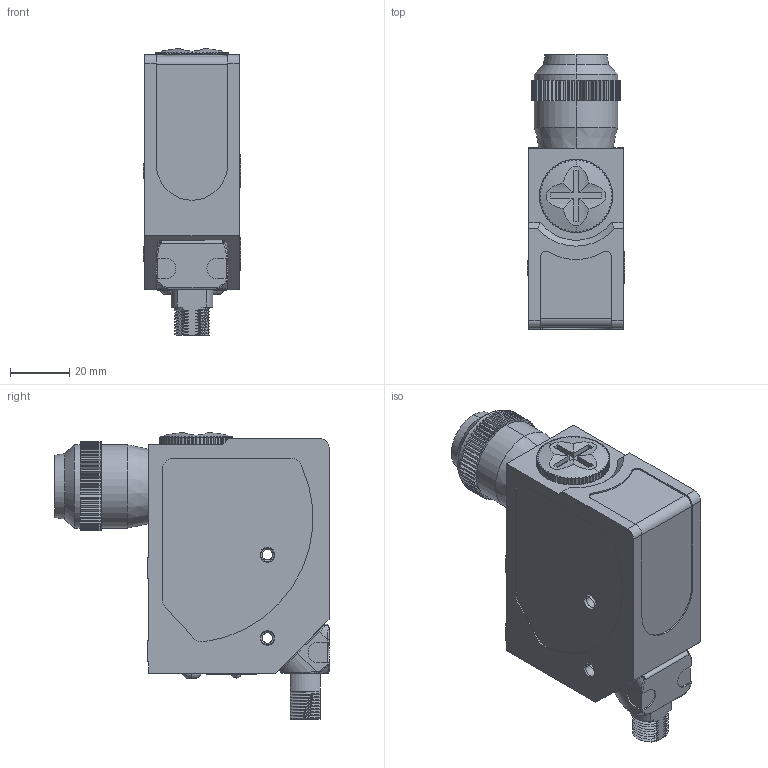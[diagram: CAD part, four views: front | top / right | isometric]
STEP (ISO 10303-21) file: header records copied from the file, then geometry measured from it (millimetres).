
FILE_DESCRIPTION((''),'2;1');
FILE_NAME('147098_ASM','2015-09-15T',('pdmadmin'),(''),'PRO/ENGINEER BY PARAMETRIC TECHNOLOGY CORPORATION, 2013230','PRO/ENGINEER BY PARAMETRIC TECHNOLOGY CORPORATION, 2013230','');
FILE_SCHEMA(('CONFIG_CONTROL_DESIGN'));
Length unit declared in the file: millimetre
Products named in the file (2): 147098; 147098_ASM
Assembly tree (1 placements, depth 2):
  147098_ASM
    147098
Bounding box: 32.9 x 92.2 x 96.51 mm (x, y, z)
Volume: 165831.5 mm3; surface area: 26349.5 mm2
Topology: 1 solids, 9 shells, 700 faces, 1940 edges, 1273 vertices
Faces by surface type: plane 354, cylinder 239, bspline 67, cone 23, torus 9, sphere 8
Entity records: 29810 total; most frequent: CARTESIAN_POINT 11764, ORIENTED_EDGE 3832, DIRECTION 3735, EDGE_CURVE 1932, AXIS2_PLACEMENT_3D 1329, VERTEX_POINT 1273, VECTOR 1077, LINE 1077
